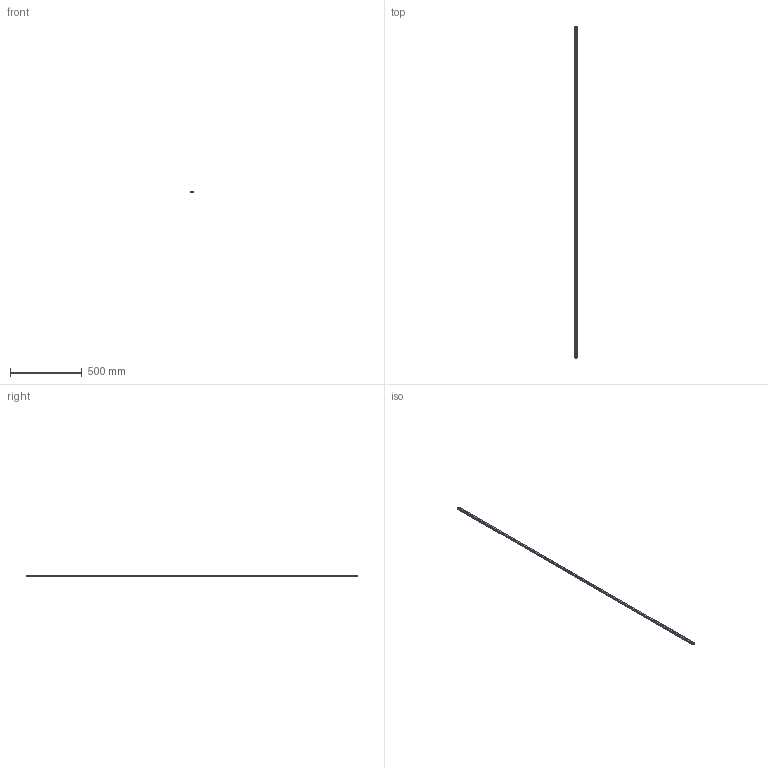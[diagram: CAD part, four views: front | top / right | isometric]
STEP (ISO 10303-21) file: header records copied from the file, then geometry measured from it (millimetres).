
FILE_DESCRIPTION(('STEP AP214'),'1');
FILE_NAME('cctmp_195600AF-6A6E-4A77-9CED-B089FA3291A6_2021_02_02_13_35_37_0590..stp','2021-02-02T12:35:37',('HIWIN GmbH'),('CADClick - www.CADClick.com'),'Spatial InterOp 3D',' ','unknown authorization');
FILE_SCHEMA(('AUTOMOTIVE_DESIGN'));
Length unit declared in the file: millimetre
Products named in the file (1): EGR15U2320C_FILE
Bounding box: 15 x 2320 x 12.5 mm (x, y, z)
Volume: 369470.9 mm3; surface area: 141438.4 mm2
Topology: 1 solids, 1 shells, 493 faces, 1227 edges, 818 vertices
Faces by surface type: cylinder 252, plane 241
Entity records: 18969 total; most frequent: DIRECTION 2875, CARTESIAN_POINT 2539, ORIENTED_EDGE 2454, EDGE_CURVE 1227, AXIS2_PLACEMENT_3D 1154, VERTEX_POINT 818, EDGE_LOOP 575, LINE 567
